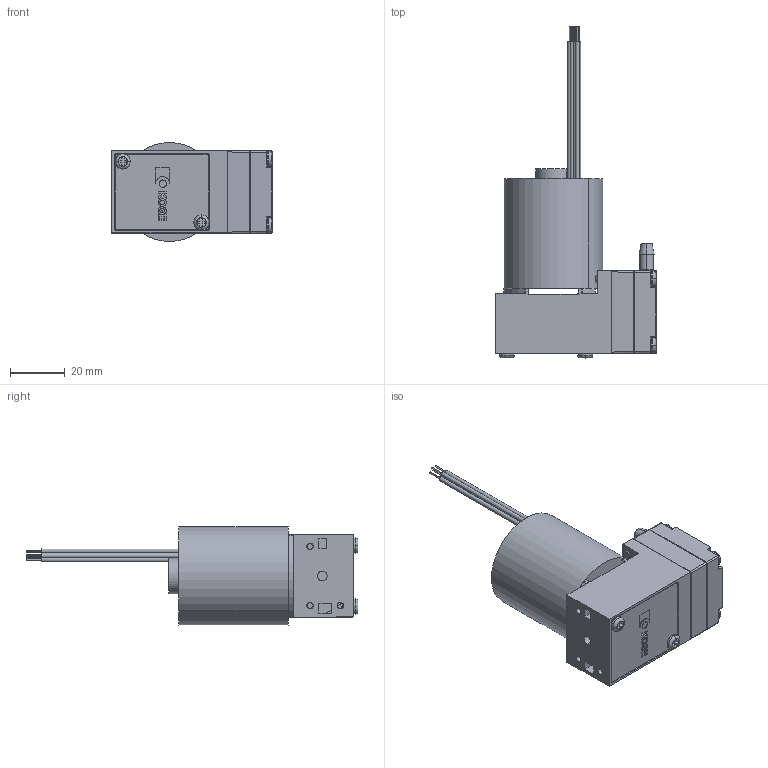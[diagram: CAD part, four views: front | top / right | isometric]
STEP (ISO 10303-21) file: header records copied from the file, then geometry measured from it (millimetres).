
FILE_DESCRIPTION (( 'STEP AP203' ), '1' );
FILE_NAME ('KDPV36B-12L.STEP', '2019-05-07T09:11:09', ( 'acer2' ), ( '' ), 'SwSTEP 2.0', 'SolidWorks 2016', '' );
FILE_SCHEMA (( 'CONFIG_CONTROL_DESIGN' ));
Length unit declared in the file: millimetre
Products named in the file (1): KDPV36B-12L
Bounding box: 58.4 x 120.8 x 35.86 mm (x, y, z)
Surface area: 17932.2 mm2 (no closed solid volume)
Topology: 0 solids, 13 shells, 496 faces, 1539 edges, 1036 vertices
Faces by surface type: plane 213, cylinder 148, bspline 71, torus 40, cone 21, sphere 3
Entity records: 18337 total; most frequent: CARTESIAN_POINT 5630, ORIENTED_EDGE 2577, DIRECTION 2435, EDGE_CURVE 1539, VERTEX_POINT 1036, AXIS2_PLACEMENT_3D 832, VECTOR 771, LINE 771
